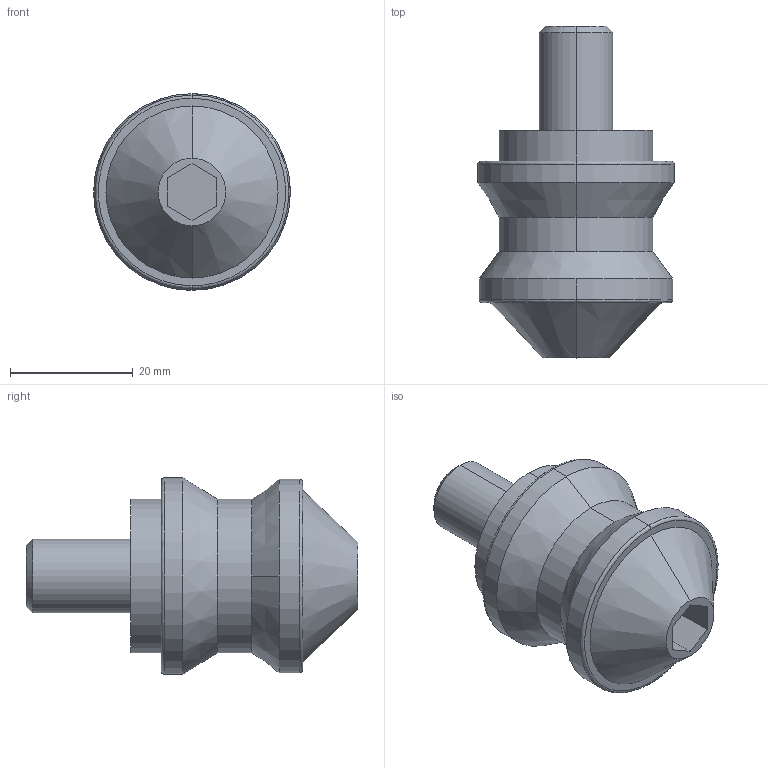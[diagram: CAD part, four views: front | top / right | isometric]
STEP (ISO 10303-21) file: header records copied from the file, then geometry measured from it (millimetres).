
FILE_DESCRIPTION (( 'STEP AP214' ), '1' );
FILE_NAME ('Q20嶺間.STEP', '2019-03-09T09:25:24', ( '' ), ( '' ), 'SwSTEP 2.0', 'SolidWorks 2018', '' );
FILE_SCHEMA (( 'AUTOMOTIVE_DESIGN' ));
Length unit declared in the file: millimetre
Products named in the file (1): Q20嶺間
Bounding box: 32 x 54 x 32 mm (x, y, z)
Volume: 21669.7 mm3; surface area: 8204.1 mm2
Topology: 2 solids, 2 shells, 43 faces, 96 edges, 60 vertices
Faces by surface type: cylinder 14, plane 13, cone 12, bspline 4
Entity records: 1766 total; most frequent: CARTESIAN_POINT 272, DIRECTION 220, ORIENTED_EDGE 192, EDGE_CURVE 96, AXIS2_PLACEMENT_3D 88, VERTEX_POINT 60, CIRCLE 48, EDGE_LOOP 48
